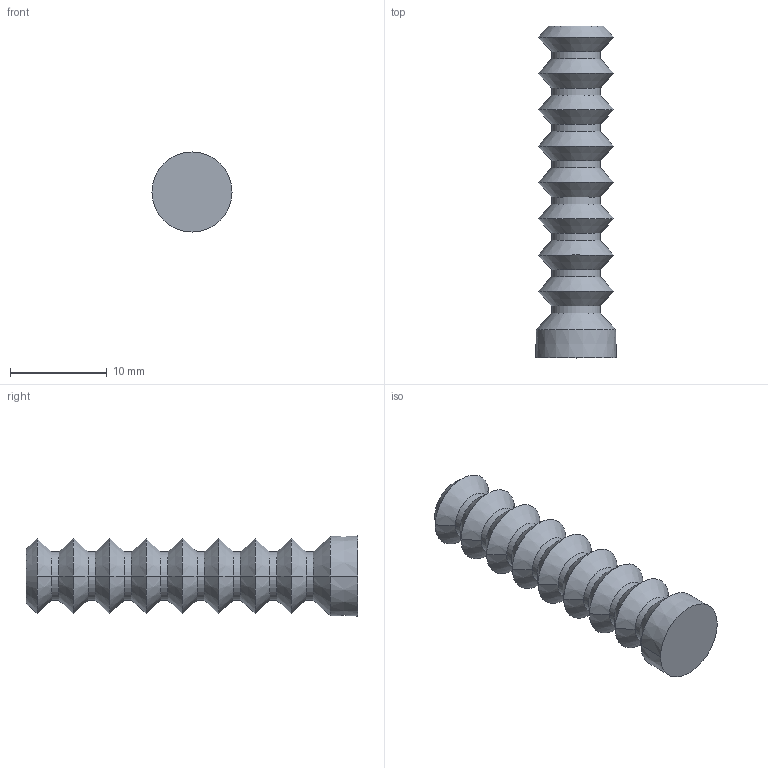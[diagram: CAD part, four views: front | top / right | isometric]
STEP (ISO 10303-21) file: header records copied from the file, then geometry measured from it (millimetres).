
FILE_DESCRIPTION (( 'STEP AP214' ), '1' );
FILE_NAME ('Bellow_enclose_cav.STEP', '2020-11-10T11:08:02', ( '' ), ( '' ), 'SwSTEP 2.0', 'SolidWorks 2019', '' );
FILE_SCHEMA (( 'AUTOMOTIVE_DESIGN' ));
Length unit declared in the file: millimetre
Products named in the file (1): Bellow_enclose_cav
Bounding box: 8.27 x 34.26 x 8.27 mm (x, y, z)
Volume: 1113.4 mm3; surface area: 951.3 mm2
Topology: 1 solids, 1 shells, 54 faces, 106 edges, 54 vertices
Faces by surface type: cone 36, cylinder 16, plane 2
Entity records: 1378 total; most frequent: DIRECTION 270, CARTESIAN_POINT 215, ORIENTED_EDGE 212, AXIS2_PLACEMENT_3D 109, EDGE_CURVE 106, ADVANCED_FACE 54, CIRCLE 54, FACE_OUTER_BOUND 54
